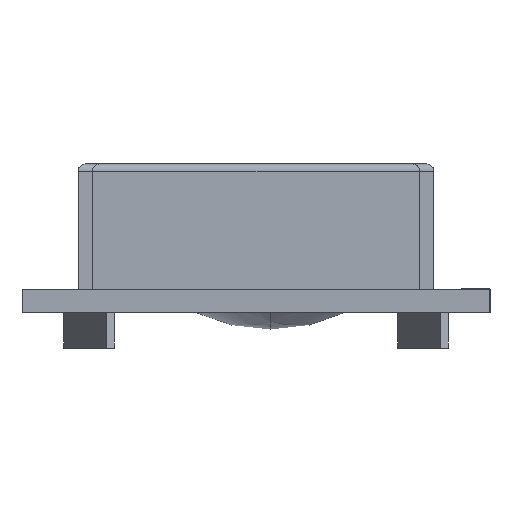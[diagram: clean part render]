
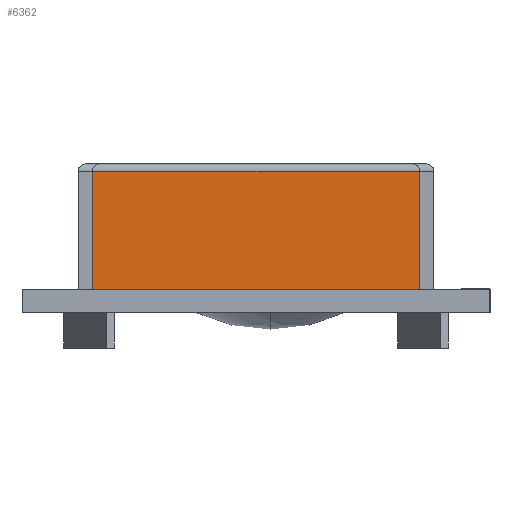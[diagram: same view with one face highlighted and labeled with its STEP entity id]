
A CAD part, left-side view. The second image highlights one B-rep face of the part: STEP entity #6362.
In plain terms, the highlighted planar face has unit normal (-1, 0, 0).
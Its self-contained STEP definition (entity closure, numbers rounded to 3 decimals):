
#5765=CARTESIAN_POINT('',(-25.65,11.35,12.3));
#5766=VERTEX_POINT('',#5765);
#5805=CARTESIAN_POINT('',(-25.65,-11.35,12.3));
#5806=VERTEX_POINT('',#5805);
#6256=CARTESIAN_POINT('',(-25.65,-11.35,4.1));
#6257=VERTEX_POINT('',#6256);
#6258=CARTESIAN_POINT('',(-25.65,-11.35,4.1));
#6259=DIRECTION('',(0.0,0.0,1.0));
#6260=VECTOR('',#6259,8.2);
#6261=LINE('',#6258,#6260);
#6262=EDGE_CURVE('',#6257,#5806,#6261,.T.);
#6281=CARTESIAN_POINT('',(-25.65,11.35,4.1));
#6282=VERTEX_POINT('',#6281);
#6289=CARTESIAN_POINT('',(-25.65,11.35,12.3));
#6290=DIRECTION('',(0.0,0.0,-1.0));
#6291=VECTOR('',#6290,8.2);
#6292=LINE('',#6289,#6291);
#6293=EDGE_CURVE('',#5766,#6282,#6292,.T.);
#6303=CARTESIAN_POINT('',(-25.65,11.35,12.3));
#6304=DIRECTION('',(0.0,-1.0,0.0));
#6305=VECTOR('',#6304,22.7);
#6306=LINE('',#6303,#6305);
#6307=EDGE_CURVE('',#5766,#5806,#6306,.T.);
#6332=CARTESIAN_POINT('',(-25.65,11.35,4.1));
#6333=DIRECTION('',(0.0,-1.0,0.0));
#6334=VECTOR('',#6333,22.7);
#6335=LINE('',#6332,#6334);
#6336=EDGE_CURVE('',#6282,#6257,#6335,.T.);
#6351=CARTESIAN_POINT('',(-25.65,12.35,9.2));
#6352=DIRECTION('',(-1.0,0.0,0.0));
#6353=DIRECTION('',(0.0,0.0,1.0));
#6354=AXIS2_PLACEMENT_3D('',#6351,#6352,#6353);
#6355=PLANE('',#6354);
#6356=ORIENTED_EDGE('',*,*,#6307,.F.);
#6357=ORIENTED_EDGE('',*,*,#6293,.T.);
#6358=ORIENTED_EDGE('',*,*,#6336,.T.);
#6359=ORIENTED_EDGE('',*,*,#6262,.T.);
#6360=EDGE_LOOP('',(#6356,#6357,#6358,#6359));
#6361=FACE_OUTER_BOUND('',#6360,.T.);
#6362=ADVANCED_FACE('',(#6361),#6355,.T.);
